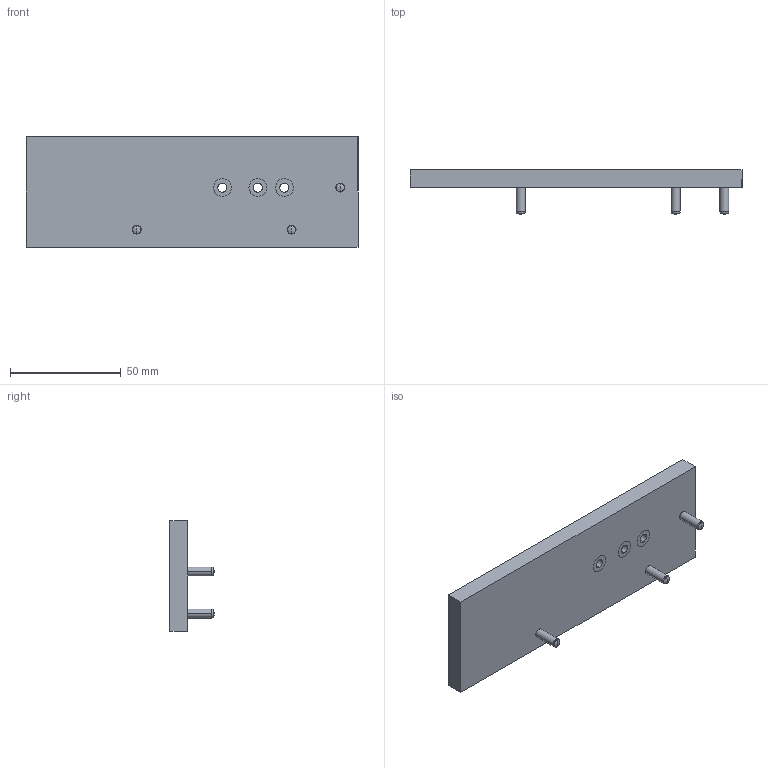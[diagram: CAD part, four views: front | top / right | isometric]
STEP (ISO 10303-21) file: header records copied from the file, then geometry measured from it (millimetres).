
FILE_DESCRIPTION (( 'STEP AP214' ), '1' );
FILE_NAME ('INGUN_114954.STEP', '2023-02-23T12:39:35', ( '' ), ( '' ), 'SwSTEP 2.0', 'SolidWorks 2021', '' );
FILE_SCHEMA (( 'AUTOMOTIVE_DESIGN' ));
Length unit declared in the file: millimetre
Products named in the file (4): 3357~0; DIN6325~n_04,0m6x020; INGUN_114954; 114941~0_S
Assembly tree (7 placements, depth 2):
  INGUN_114954
    114941~0_S
    3357~0  x3
    DIN6325~n_04,0m6x020  x3
Bounding box: 150 x 20 x 50 mm (x, y, z)
Volume: 60104.4 mm3; surface area: 20637.9 mm2
Topology: 7 solids, 7 shells, 69 faces, 150 edges, 98 vertices
Faces by surface type: cylinder 30, plane 15, sphere 12, torus 6, cone 6
Entity records: 1244 total; most frequent: DIRECTION 222, CARTESIAN_POINT 181, ORIENTED_EDGE 164, AXIS2_PLACEMENT_3D 95, EDGE_CURVE 82, VERTEX_POINT 54, EDGE_LOOP 50, CIRCLE 50
